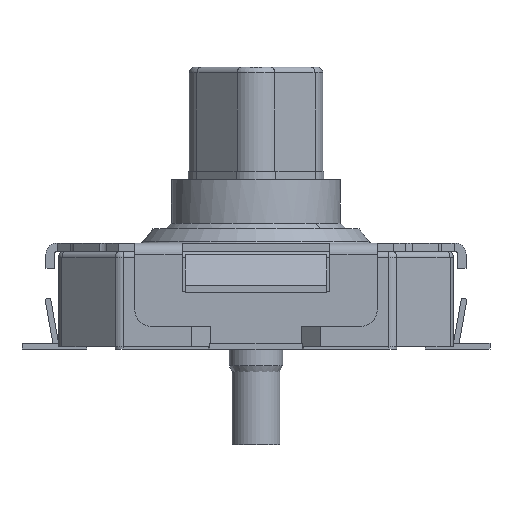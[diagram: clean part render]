
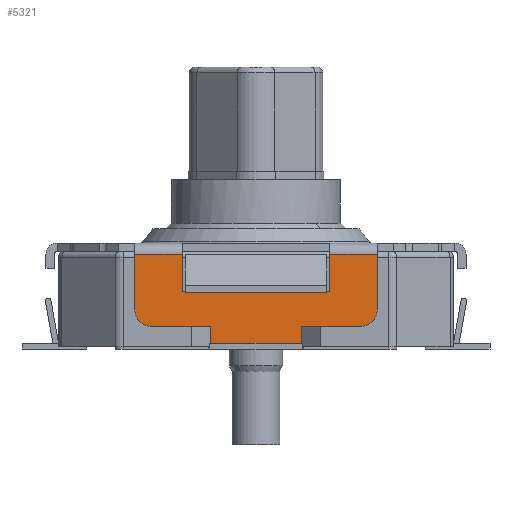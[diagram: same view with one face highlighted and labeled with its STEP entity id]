
A CAD part, front view. The second image highlights one B-rep face of the part: STEP entity #5321.
In plain terms, the highlighted planar face has unit normal (0, -1, 0).
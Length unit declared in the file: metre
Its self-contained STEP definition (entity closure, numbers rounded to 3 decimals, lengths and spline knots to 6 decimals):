
#346=LINE('',#8795,#930);
#350=LINE('',#8807,#934);
#413=LINE('',#8979,#997);
#420=LINE('',#8998,#1004);
#428=LINE('',#9013,#1012);
#435=LINE('',#9038,#1019);
#445=LINE('',#9062,#1029);
#448=LINE('',#9068,#1032);
#481=LINE('',#9148,#1065);
#482=LINE('',#9149,#1066);
#483=LINE('',#9152,#1067);
#484=LINE('',#9154,#1068);
#485=LINE('',#9156,#1069);
#486=LINE('',#9158,#1070);
#487=LINE('',#9160,#1071);
#488=LINE('',#9163,#1072);
#930=VECTOR('',#7203,1.);
#934=VECTOR('',#7215,1.);
#997=VECTOR('',#7388,1.);
#1004=VECTOR('',#7403,1.);
#1012=VECTOR('',#7415,1.);
#1019=VECTOR('',#7440,1.);
#1029=VECTOR('',#7458,1.);
#1032=VECTOR('',#7463,1.);
#1065=VECTOR('',#7536,1.);
#1066=VECTOR('',#7537,1.);
#1067=VECTOR('',#7540,1.);
#1068=VECTOR('',#7541,1.);
#1069=VECTOR('',#7542,1.);
#1070=VECTOR('',#7543,1.);
#1071=VECTOR('',#7544,1.);
#1072=VECTOR('',#7547,1.);
#1854=ORIENTED_EDGE('',*,*,#3184,.F.);
#1855=ORIENTED_EDGE('',*,*,#3240,.F.);
#1856=ORIENTED_EDGE('',*,*,#3171,.F.);
#1857=ORIENTED_EDGE('',*,*,#3241,.F.);
#1858=ORIENTED_EDGE('',*,*,#3196,.F.);
#1859=ORIENTED_EDGE('',*,*,#3068,.F.);
#1860=ORIENTED_EDGE('',*,*,#3199,.T.);
#1861=ORIENTED_EDGE('',*,*,#3242,.F.);
#1862=ORIENTED_EDGE('',*,*,#3243,.F.);
#1863=ORIENTED_EDGE('',*,*,#3244,.F.);
#1864=ORIENTED_EDGE('',*,*,#3245,.F.);
#1865=ORIENTED_EDGE('',*,*,#3246,.F.);
#1866=ORIENTED_EDGE('',*,*,#3247,.F.);
#1867=ORIENTED_EDGE('',*,*,#3248,.F.);
#1868=ORIENTED_EDGE('',*,*,#3154,.T.);
#1869=ORIENTED_EDGE('',*,*,#3062,.F.);
#1870=ORIENTED_EDGE('',*,*,#3163,.F.);
#1871=ORIENTED_EDGE('',*,*,#3249,.F.);
#3062=EDGE_CURVE('',#3813,#3814,#346,.T.);
#3068=EDGE_CURVE('',#3817,#3818,#350,.T.);
#3154=EDGE_CURVE('',#3871,#3814,#413,.T.);
#3163=EDGE_CURVE('',#3878,#3813,#420,.T.);
#3171=EDGE_CURVE('',#3883,#3884,#428,.T.);
#3184=EDGE_CURVE('',#3892,#3893,#435,.T.);
#3196=EDGE_CURVE('',#3818,#3901,#445,.T.);
#3199=EDGE_CURVE('',#3817,#3904,#448,.T.);
#3240=EDGE_CURVE('',#3884,#3892,#481,.T.);
#3241=EDGE_CURVE('',#3901,#3883,#482,.T.);
#3242=EDGE_CURVE('',#3932,#3904,#4306,.T.);
#3243=EDGE_CURVE('',#3933,#3932,#483,.T.);
#3244=EDGE_CURVE('',#3934,#3933,#484,.T.);
#3245=EDGE_CURVE('',#3935,#3934,#485,.T.);
#3246=EDGE_CURVE('',#3936,#3935,#486,.T.);
#3247=EDGE_CURVE('',#3937,#3936,#487,.T.);
#3248=EDGE_CURVE('',#3871,#3937,#4307,.T.);
#3249=EDGE_CURVE('',#3893,#3878,#488,.T.);
#3813=VERTEX_POINT('',#8796);
#3814=VERTEX_POINT('',#8797);
#3817=VERTEX_POINT('',#8808);
#3818=VERTEX_POINT('',#8809);
#3871=VERTEX_POINT('',#8980);
#3878=VERTEX_POINT('',#8997);
#3883=VERTEX_POINT('',#9012);
#3884=VERTEX_POINT('',#9014);
#3892=VERTEX_POINT('',#9037);
#3893=VERTEX_POINT('',#9039);
#3901=VERTEX_POINT('',#9058);
#3904=VERTEX_POINT('',#9067);
#3932=VERTEX_POINT('',#9151);
#3933=VERTEX_POINT('',#9153);
#3934=VERTEX_POINT('',#9155);
#3935=VERTEX_POINT('',#9157);
#3936=VERTEX_POINT('',#9159);
#3937=VERTEX_POINT('',#9161);
#4306=CIRCLE('',#6716,0.0003);
#4307=CIRCLE('',#6717,0.0003);
#4500=EDGE_LOOP('',(#1854,#1855,#1856,#1857,#1858,#1859,#1860,#1861,#1862,
#1863,#1864,#1865,#1866,#1867,#1868,#1869,#1870,#1871));
#4812=FACE_BOUND('',#4500,.T.);
#5095=PLANE('',#6715);
#5321=ADVANCED_FACE('',(#4812),#5095,.F.);
#6715=AXIS2_PLACEMENT_3D('',#9147,#7534,#7535);
#6716=AXIS2_PLACEMENT_3D('',#9150,#7538,#7539);
#6717=AXIS2_PLACEMENT_3D('',#9162,#7545,#7546);
#7203=DIRECTION('',(1.,0.,0.));
#7215=DIRECTION('',(1.,0.,0.));
#7388=DIRECTION('',(0.,0.,1.));
#7403=DIRECTION('',(0.,0.,1.));
#7415=DIRECTION('',(0.,0.,-1.));
#7440=DIRECTION('',(0.,0.,1.));
#7458=DIRECTION('',(0.,0.,-1.));
#7463=DIRECTION('',(0.,0.,-1.));
#7534=DIRECTION('',(0.,1.,0.));
#7535=DIRECTION('',(0.,0.,1.));
#7536=DIRECTION('',(1.,0.,0.));
#7537=DIRECTION('',(1.,0.,0.));
#7538=DIRECTION('',(0.,1.,0.));
#7539=DIRECTION('',(0.,0.,1.));
#7540=DIRECTION('',(-1.,0.,0.));
#7541=DIRECTION('',(0.,0.,1.));
#7542=DIRECTION('',(-1.,0.,0.));
#7543=DIRECTION('',(0.,0.,-1.));
#7544=DIRECTION('',(-1.,0.,0.));
#7545=DIRECTION('',(0.,1.,0.));
#7546=DIRECTION('',(0.,0.,1.));
#7547=DIRECTION('',(1.,0.,0.));
#8795=CARTESIAN_POINT('',(-0.002606,-0.003725,0.00168));
#8796=CARTESIAN_POINT('',(0.00131,-0.003725,0.00168));
#8797=CARTESIAN_POINT('',(0.00215,-0.003725,0.00168));
#8807=CARTESIAN_POINT('',(0.00185,-0.003725,0.00168));
#8808=CARTESIAN_POINT('',(-0.00215,-0.003725,0.00168));
#8809=CARTESIAN_POINT('',(-0.00131,-0.003725,0.00168));
#8979=CARTESIAN_POINT('',(0.00215,-0.003725,0.0007));
#8980=CARTESIAN_POINT('',(0.00215,-0.003725,0.0007));
#8997=CARTESIAN_POINT('',(0.00131,-0.003725,0.001019));
#8998=CARTESIAN_POINT('',(0.00131,-0.003725,0.001019));
#9012=CARTESIAN_POINT('',(-0.001255,-0.003725,0.001019));
#9013=CARTESIAN_POINT('',(-0.001255,-0.003725,0.00163));
#9014=CARTESIAN_POINT('',(-0.001255,-0.003725,0.000995));
#9037=CARTESIAN_POINT('',(0.001255,-0.003725,0.000995));
#9038=CARTESIAN_POINT('',(0.001255,-0.003725,0.00163));
#9039=CARTESIAN_POINT('',(0.001255,-0.003725,0.001019));
#9058=CARTESIAN_POINT('',(-0.00131,-0.003725,0.001019));
#9062=CARTESIAN_POINT('',(-0.00131,-0.003725,0.001019));
#9067=CARTESIAN_POINT('',(-0.00215,-0.003725,0.0007));
#9068=CARTESIAN_POINT('',(-0.00215,-0.003725,0.0007));
#9147=CARTESIAN_POINT('',(0.00185,-0.003725,0.0007));
#9148=CARTESIAN_POINT('',(0.00185,-0.003725,0.000995));
#9149=CARTESIAN_POINT('',(0.,-0.003725,0.001019));
#9150=CARTESIAN_POINT('',(-0.00185,-0.003725,0.0007));
#9151=CARTESIAN_POINT('',(-0.00185,-0.003725,0.0004));
#9152=CARTESIAN_POINT('',(0.00185,-0.003725,0.0004));
#9153=CARTESIAN_POINT('',(-0.0008,-0.003725,0.0004));
#9154=CARTESIAN_POINT('',(-0.0008,-0.003725,0.0007));
#9155=CARTESIAN_POINT('',(-0.0008,-0.003725,0.));
#9156=CARTESIAN_POINT('',(0.0033,-0.003725,0.));
#9157=CARTESIAN_POINT('',(0.0008,-0.003725,0.));
#9158=CARTESIAN_POINT('',(0.0008,-0.003725,0.0007));
#9159=CARTESIAN_POINT('',(0.0008,-0.003725,0.0004));
#9160=CARTESIAN_POINT('',(0.00185,-0.003725,0.0004));
#9161=CARTESIAN_POINT('',(0.00185,-0.003725,0.0004));
#9162=CARTESIAN_POINT('',(0.00185,-0.003725,0.0007));
#9163=CARTESIAN_POINT('',(0.,-0.003725,0.001019));
